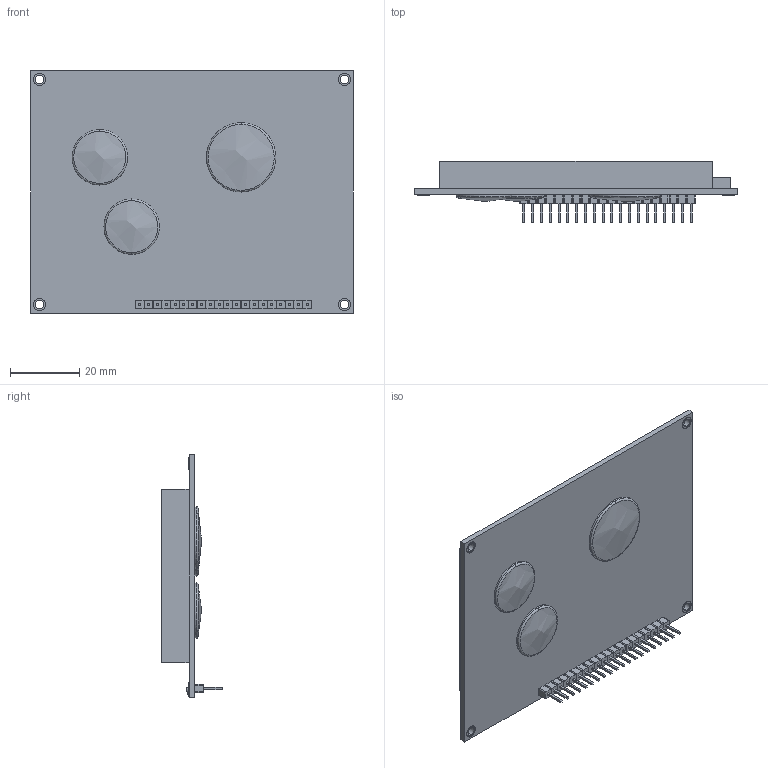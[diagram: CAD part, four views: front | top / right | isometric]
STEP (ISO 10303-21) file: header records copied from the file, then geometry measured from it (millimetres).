
FILE_DESCRIPTION (( 'STEP AP214' ), '1' );
FILE_NAME ('User Library-QC12864B.STEP', '2019-04-25T00:19:50', ( '' ), ( '' ), 'SwSTEP 2.0', 'SolidWorks 2019', '' );
FILE_SCHEMA (( 'AUTOMOTIVE_DESIGN' ));
Length unit declared in the file: millimetre
Products named in the file (1): User Library-QC12864B
Bounding box: 93 x 17.5 x 70 mm (x, y, z)
Volume: 41910.3 mm3; surface area: 25406.7 mm2
Topology: 3 solids, 3 shells, 580 faces, 1394 edges, 914 vertices
Faces by surface type: plane 257, cylinder 254, torus 46, bspline 23
Entity records: 20392 total; most frequent: CARTESIAN_POINT 4366, DIRECTION 2898, ORIENTED_EDGE 2788, EDGE_CURVE 1394, AXIS2_PLACEMENT_3D 1032, VERTEX_POINT 914, LINE 834, VECTOR 834
